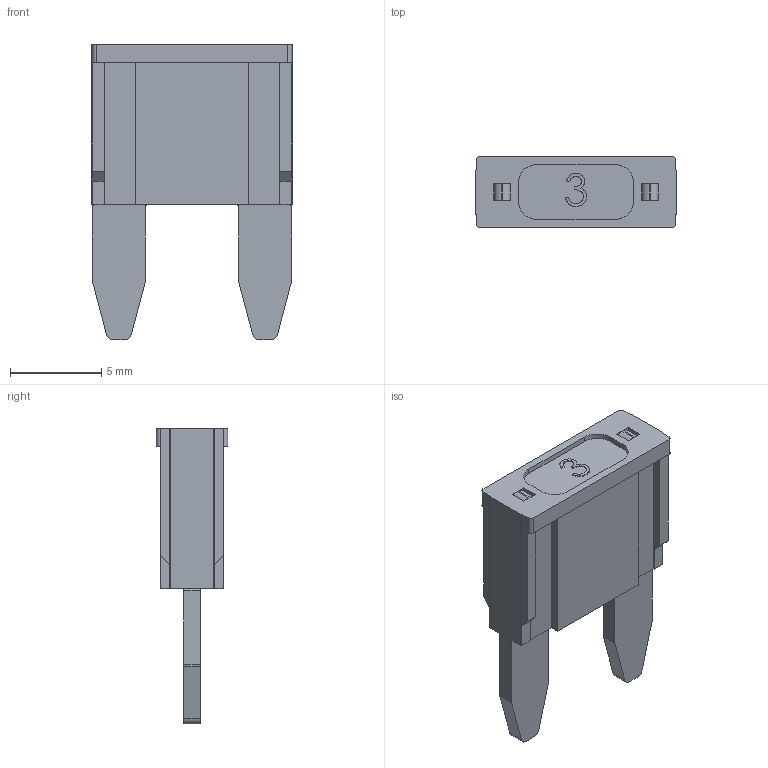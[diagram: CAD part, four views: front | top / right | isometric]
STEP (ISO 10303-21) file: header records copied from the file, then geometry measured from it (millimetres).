
FILE_DESCRIPTION(/* description */ (''),/* implementation_level */ '2;1');
FILE_NAME(/* name */ 'Grab - fuse /Fuse - mini 3A.step',/* time_stamp */ '2021-11-11T15:53:40+01:00',/* author */ (''),/* organization */ (''),/* preprocessor_version */ 'ST-DEVELOPER v18.1',/* originating_system */ 'Autodesk Translation Framework v10.10.0.1391',/* authorisation */ '');
FILE_SCHEMA (('AUTOMOTIVE_DESIGN { 1 0 10303 214 3 1 1 }'));
Length unit declared in the file: millimetre
Products named in the file (1): Pojistka - mini 3A
Bounding box: 11 x 3.9 x 16.2 mm (x, y, z)
Volume: 254.7 mm3; surface area: 801 mm2
Topology: 2 solids, 2 shells, 169 faces, 488 edges, 324 vertices
Faces by surface type: plane 108, cylinder 38, bspline 23
Entity records: 5790 total; most frequent: CARTESIAN_POINT 1373, ORIENTED_EDGE 976, DIRECTION 812, EDGE_CURVE 488, LINE 366, VECTOR 366, VERTEX_POINT 324, AXIS2_PLACEMENT_3D 223
